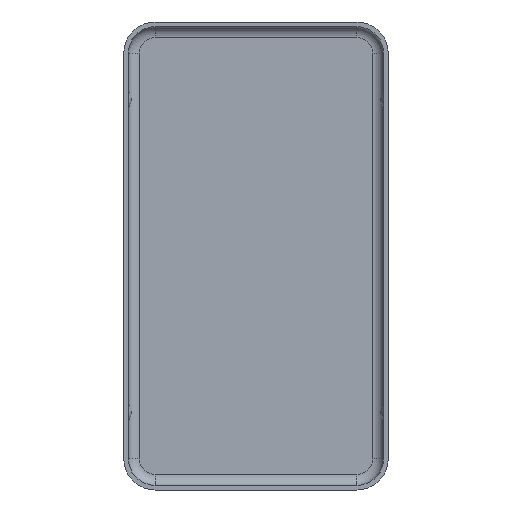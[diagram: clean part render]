
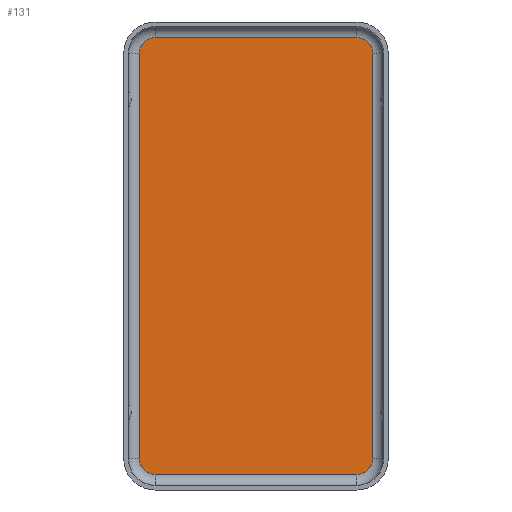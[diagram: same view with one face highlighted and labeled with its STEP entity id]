
A CAD part, front view. The second image highlights one B-rep face of the part: STEP entity #131.
In plain terms, the highlighted planar face has unit normal (0, -1, 0).
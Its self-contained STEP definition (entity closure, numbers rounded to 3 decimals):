
#131 = ADVANCED_FACE( 'NONE', ( #275 ), #276, .T. );
#275 = FACE_OUTER_BOUND( '', #420, .T. );
#276 = PLANE( '', #421 );
#420 = EDGE_LOOP( '', ( #718, #719, #720, #721, #722, #723, #724, #725 ) );
#421 = AXIS2_PLACEMENT_3D( '', #726, #727, #728 );
#718 = ORIENTED_EDGE( '', *, *, #837, .F. );
#719 = ORIENTED_EDGE( '', *, *, #834, .F. );
#720 = ORIENTED_EDGE( '', *, *, #862, .F. );
#721 = ORIENTED_EDGE( '', *, *, #872, .T. );
#722 = ORIENTED_EDGE( '', *, *, #905, .T. );
#723 = ORIENTED_EDGE( '', *, *, #814, .F. );
#724 = ORIENTED_EDGE( '', *, *, #885, .T. );
#725 = ORIENTED_EDGE( '', *, *, #916, .T. );
#726 = CARTESIAN_POINT( '', ( 6.45, 0., -12.95 ) );
#727 = DIRECTION( '', ( 0., -1., 0. ) );
#728 = DIRECTION( '', ( 0., 0., -1. ) );
#814 = EDGE_CURVE( 'NONE', #954, #956, #957, .T. );
#834 = EDGE_CURVE( 'NONE', #987, #989, #990, .T. );
#837 = EDGE_CURVE( 'NONE', #989, #993, #994, .T. );
#862 = EDGE_CURVE( 'NONE', #1028, #987, #1030, .T. );
#872 = EDGE_CURVE( 'NONE', #1028, #1042, #1044, .T. );
#885 = EDGE_CURVE( 'NONE', #954, #1062, #1064, .T. );
#905 = EDGE_CURVE( 'NONE', #1042, #956, #1089, .T. );
#916 = EDGE_CURVE( 'NONE', #1062, #993, #1102, .T. );
#954 = VERTEX_POINT( 'NONE', #1145 );
#956 = VERTEX_POINT( 'NONE', #1147 );
#957 = CIRCLE( '', #1148, 1. );
#987 = VERTEX_POINT( 'NONE', #1185 );
#989 = VERTEX_POINT( 'NONE', #1187 );
#990 = CIRCLE( '', #1188, 1. );
#993 = VERTEX_POINT( 'NONE', #1191 );
#994 = LINE( '', #1192, #1193 );
#1028 = VERTEX_POINT( 'NONE', #1234 );
#1030 = LINE( '', #1236, #1237 );
#1042 = VERTEX_POINT( 'NONE', #1251 );
#1044 = CIRCLE( '', #1253, 1. );
#1062 = VERTEX_POINT( 'NONE', #1274 );
#1064 = LINE( '', #1276, #1277 );
#1089 = LINE( '', #1310, #1311 );
#1102 = CIRCLE( '', #1326, 1. );
#1145 = CARTESIAN_POINT( '', ( -7.45, 0., 12.95 ) );
#1147 = CARTESIAN_POINT( '', ( -6.45, 0., 13.95 ) );
#1148 = AXIS2_PLACEMENT_3D( '', #1368, #1369, #1370 );
#1185 = CARTESIAN_POINT( '', ( 7.45, 0., -12.95 ) );
#1187 = CARTESIAN_POINT( '', ( 6.45, 0., -13.95 ) );
#1188 = AXIS2_PLACEMENT_3D( '', #1399, #1400, #1401 );
#1191 = CARTESIAN_POINT( '', ( -6.45, 0., -13.95 ) );
#1192 = CARTESIAN_POINT( '', ( 6.45, 0., -13.95 ) );
#1193 = VECTOR( '', #1405, 1000. );
#1234 = CARTESIAN_POINT( '', ( 7.45, 0., 12.95 ) );
#1236 = CARTESIAN_POINT( '', ( 7.45, 0., 0. ) );
#1237 = VECTOR( '', #1446, 1000. );
#1251 = CARTESIAN_POINT( '', ( 6.45, 0., 13.95 ) );
#1253 = AXIS2_PLACEMENT_3D( '', #1461, #1462, #1463 );
#1274 = CARTESIAN_POINT( '', ( -7.45, 0., -12.95 ) );
#1276 = CARTESIAN_POINT( '', ( -7.45, 0., 0. ) );
#1277 = VECTOR( '', #1485, 1000. );
#1310 = CARTESIAN_POINT( '', ( 6.45, 0., 13.95 ) );
#1311 = VECTOR( '', #1506, 1000. );
#1326 = AXIS2_PLACEMENT_3D( '', #1518, #1519, #1520 );
#1368 = CARTESIAN_POINT( '', ( -6.45, 0., 12.95 ) );
#1369 = DIRECTION( '', ( 0., 1., 0. ) );
#1370 = DIRECTION( '', ( 0., 0., -1. ) );
#1399 = CARTESIAN_POINT( '', ( 6.45, 0., -12.95 ) );
#1400 = DIRECTION( '', ( 0., 1., 0. ) );
#1401 = DIRECTION( '', ( 0., 0., 1. ) );
#1405 = DIRECTION( '', ( -1., 0., 0. ) );
#1446 = DIRECTION( '', ( 0., 0., -1. ) );
#1461 = CARTESIAN_POINT( '', ( 6.45, 0., 12.95 ) );
#1462 = DIRECTION( '', ( 0., -1., 0. ) );
#1463 = DIRECTION( '', ( 0., 0., -1. ) );
#1485 = DIRECTION( '', ( 0., 0., -1. ) );
#1506 = DIRECTION( '', ( -1., 0., 0. ) );
#1518 = CARTESIAN_POINT( '', ( -6.45, 0., -12.95 ) );
#1519 = DIRECTION( '', ( 0., -1., 0. ) );
#1520 = DIRECTION( '', ( 0., 0., 1. ) );
